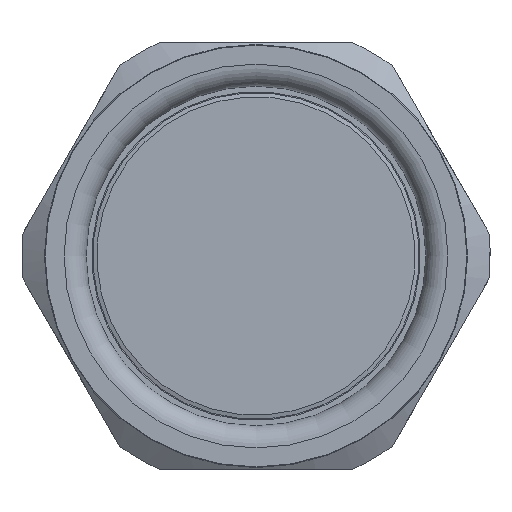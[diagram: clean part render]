
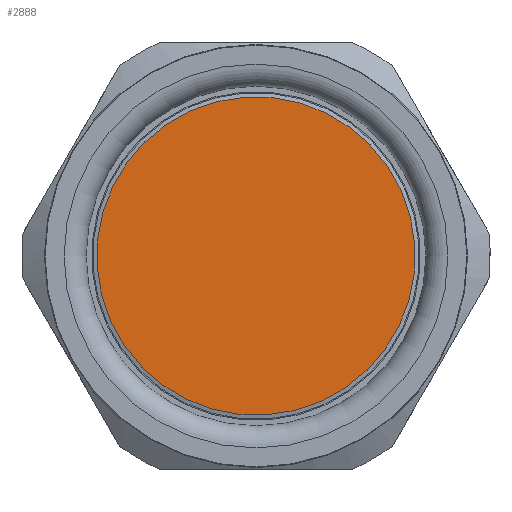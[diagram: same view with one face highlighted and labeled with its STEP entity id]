
A CAD part, left-side view. The second image highlights one B-rep face of the part: STEP entity #2888.
In plain terms, the highlighted face is planar.
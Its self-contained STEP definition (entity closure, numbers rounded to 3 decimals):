
#426=PLANE('',#3367);
#792=FACE_OUTER_BOUND('',#1118,.T.);
#1118=EDGE_LOOP('',(#2632));
#1314=CIRCLE('',#3366,50.395);
#1578=VERTEX_POINT('',#15624);
#1928=EDGE_CURVE('',#1578,#1578,#1314,.T.);
#2632=ORIENTED_EDGE('',*,*,#1928,.T.);
#2888=ADVANCED_FACE('',(#792),#426,.T.);
#3366=AXIS2_PLACEMENT_3D('',#15625,#4226,#4227);
#3367=AXIS2_PLACEMENT_3D('',#15626,#4228,#4229);
#4226=DIRECTION('center_axis',(1.,0.,0.));
#4227=DIRECTION('ref_axis',(0.,0.,-1.));
#4228=DIRECTION('center_axis',(1.,0.,0.));
#4229=DIRECTION('ref_axis',(0.,0.,-1.));
#15624=CARTESIAN_POINT('',(0.39,50.395,0.));
#15625=CARTESIAN_POINT('Origin',(0.39,0.,0.));
#15626=CARTESIAN_POINT('Origin',(0.39,0.,
0.));
